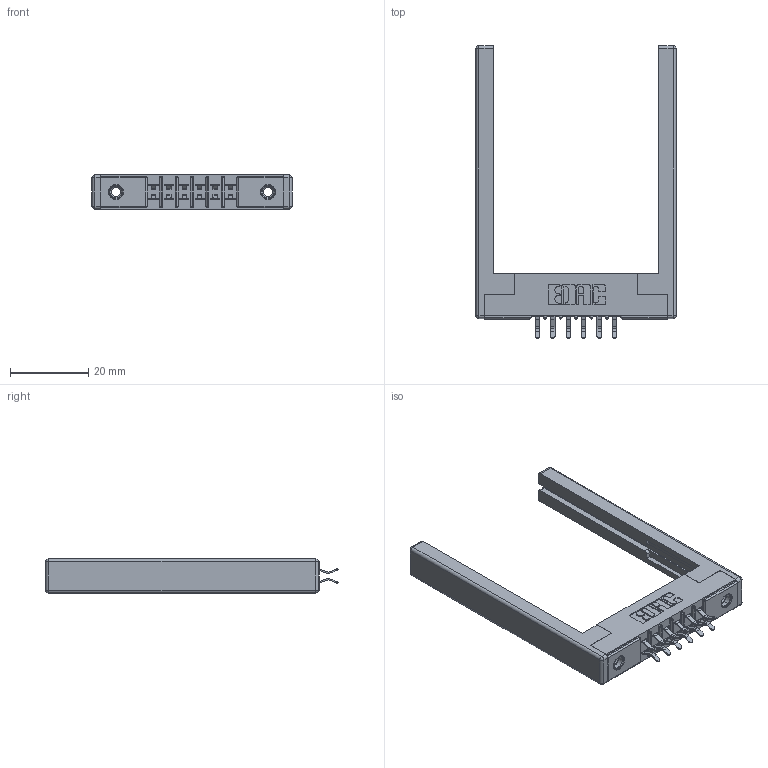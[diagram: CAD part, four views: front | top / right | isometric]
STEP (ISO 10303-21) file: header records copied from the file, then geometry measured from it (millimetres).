
FILE_DESCRIPTION (( 'STEP AP203' ), '1' );
FILE_NAME ('305-012-556-268.STEP', '2019-09-09T11:31:22', ( '' ), ( '' ), 'SwSTEP 2.0', 'SolidWorks 2016', '' );
FILE_SCHEMA (( 'CONFIG_CONTROL_DESIGN' ));
Length unit declared in the file: inch
Products named in the file (5): 305 Part_.156 Dia; 305-290-001_556; 307-220-068; 305-012-556-268; 345-250-001_345-250-001-102
Assembly tree (17 placements, depth 2):
  305-012-556-268
    305 Part_.156 Dia
    305-290-001_556  x12
    345-250-001_345-250-001-102  x2
    307-220-068  x2
Bounding box: 51.21 x 74.93 x 8.71 mm (x, y, z)
Volume: 7803.5 mm3; surface area: 9205.4 mm2
Topology: 17 solids, 17 shells, 942 faces, 2644 edges, 1708 vertices
Faces by surface type: plane 528, cylinder 366, sphere 32, cone 12, torus 4
Entity records: 13860 total; most frequent: CARTESIAN_POINT 2269, DIRECTION 2247, ORIENTED_EDGE 2238, EDGE_CURVE 1119, VECTOR 851, LINE 851, VERTEX_POINT 720, AXIS2_PLACEMENT_3D 698
